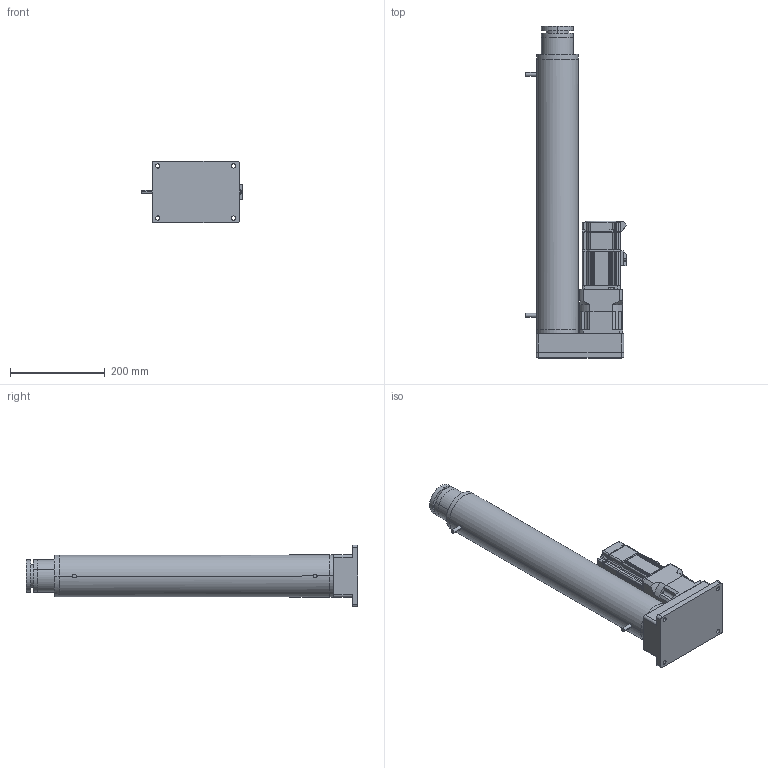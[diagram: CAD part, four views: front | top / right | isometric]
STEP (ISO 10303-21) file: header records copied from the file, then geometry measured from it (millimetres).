
FILE_DESCRIPTION (( 'STEP AP203' ), '1' );
FILE_NAME ('231020-RL-88缸多节缸折叠900行程装配体.STEP', '2023-10-20T00:26:10', ( '微软用户' ), ( '微软中国' ), 'SwSTEP 2.0', 'SolidWorks 2016', '' );
FILE_SCHEMA (( 'CONFIG_CONTROL_DESIGN' ));
Length unit declared in the file: millimetre
Products named in the file (8): 231020-RL-88多节缸第二节缸筒; 231020-RL-88缸多节缸折叠900行程装配体; 231020-RL-88嗣誹詰粣創釱; 231020-RL-88多节缸第一节缸筒; 231020-RL-88多节缸第三节缸筒; MS5S-80ST-C02430BZ-20P7; PGH90（19-70-90-M5新款单级整体式法兰）; 231020-RL-88嗣誹詰眊极裔啣
Assembly tree (7 placements, depth 2):
  231020-RL-88缸多节缸折叠900行程装配体
    231020-RL-88嗣誹詰眊极裔啣
    231020-RL-88嗣誹詰粣創釱
    231020-RL-88多节缸第二节缸筒
    231020-RL-88多节缸第三节缸筒
    231020-RL-88多节缸第一节缸筒
    MS5S-80ST-C02430BZ-20P7
    PGH90（19-70-90-M5新款单级整体式法兰）
Bounding box: 212.5 x 700 x 130 mm (x, y, z)
Volume: 3149689.7 mm3; surface area: 975578.1 mm2
Topology: 9 solids, 24 shells, 862 faces, 2494 edges, 1698 vertices
Faces by surface type: cylinder 551, plane 284, cone 19, torus 8
Entity records: 29726 total; most frequent: CARTESIAN_POINT 5544, DIRECTION 5414, ORIENTED_EDGE 4198, EDGE_CURVE 2492, AXIS2_PLACEMENT_3D 2088, VERTEX_POINT 1698, LINE 1238, VECTOR 1238
